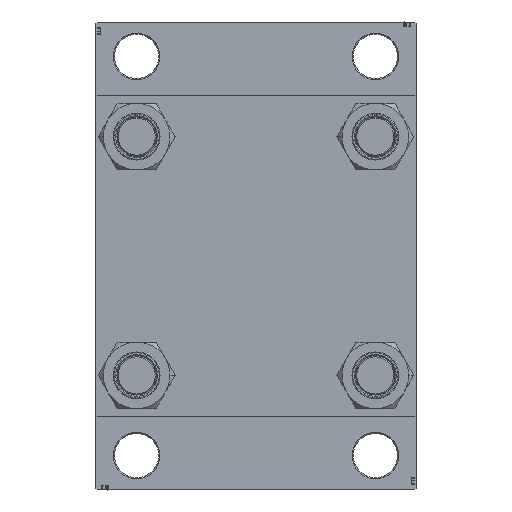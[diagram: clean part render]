
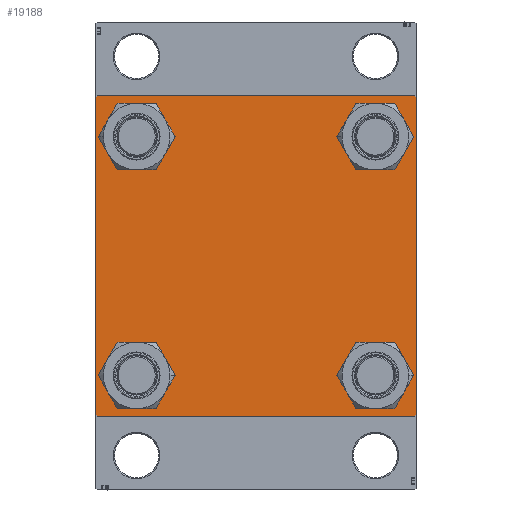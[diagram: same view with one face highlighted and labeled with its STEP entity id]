
A CAD part, left-side view. The second image highlights one B-rep face of the part: STEP entity #19188.
In plain terms, the highlighted planar face has unit normal (-1, 0, 0).
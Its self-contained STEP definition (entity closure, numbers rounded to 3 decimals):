
#829 = CARTESIAN_POINT ( 'NONE',  ( 0., -48.45, -48.45 ) ) ;
#2537 = LINE ( 'NONE', #36783, #37694 ) ;
#2767 = DIRECTION ( 'NONE',  ( 1., 0., 0. ) ) ;
#3147 = FACE_BOUND ( 'NONE', #34750, .T. ) ;
#4101 = DIRECTION ( 'NONE',  ( -1., 0., 0. ) ) ;
#4209 = CIRCLE ( 'NONE', #35777, 8.5 ) ;
#4262 = EDGE_CURVE ( 'NONE', #24370, #36712, #34947, .T. ) ;
#5182 = DIRECTION ( 'NONE',  ( 1., 0., 0. ) ) ;
#5444 = CARTESIAN_POINT ( 'NONE',  ( 0., 48.45, -39.95 ) ) ;
#5539 = CARTESIAN_POINT ( 'NONE',  ( 0., -48.45, 56.95 ) ) ;
#5968 = AXIS2_PLACEMENT_3D ( 'NONE', #34609, #5182, #31226 ) ;
#6246 = CARTESIAN_POINT ( 'NONE',  ( 0., -48.45, 39.95 ) ) ;
#6396 = LINE ( 'NONE', #42801, #27730 ) ;
#6944 = CARTESIAN_POINT ( 'NONE',  ( 0., -64.75, -64.75 ) ) ;
#7257 = EDGE_CURVE ( 'NONE', #9406, #32077, #15949, .T. ) ;
#7678 = AXIS2_PLACEMENT_3D ( 'NONE', #35108, #9531, #13400 ) ;
#7722 = DIRECTION ( 'NONE',  ( 0., 0., 1. ) ) ;
#8255 = CARTESIAN_POINT ( 'NONE',  ( 0., -65., 65. ) ) ;
#8268 = EDGE_CURVE ( 'NONE', #32077, #9406, #31355, .T. ) ;
#8281 = EDGE_CURVE ( 'NONE', #22537, #30905, #21384, .T. ) ;
#9388 = DIRECTION ( 'NONE',  ( 0., 0., 1. ) ) ;
#9406 = VERTEX_POINT ( 'NONE', #11999 ) ;
#9443 = DIRECTION ( 'NONE',  ( 0., 0., -1. ) ) ;
#9531 = DIRECTION ( 'NONE',  ( 1., 0., 0. ) ) ;
#9667 = FACE_BOUND ( 'NONE', #14228, .T. ) ;
#9937 = DIRECTION ( 'NONE',  ( 0., 0., 1. ) ) ;
#10165 = DIRECTION ( 'NONE',  ( 0., 0.707, 0.707 ) ) ;
#10294 = ORIENTED_EDGE ( 'NONE', *, *, #43388, .F. ) ;
#10777 = ORIENTED_EDGE ( 'NONE', *, *, #8281, .T. ) ;
#10783 = ORIENTED_EDGE ( 'NONE', *, *, #13299, .T. ) ;
#10858 = CARTESIAN_POINT ( 'NONE',  ( 0., 48.45, -48.45 ) ) ;
#10973 = CARTESIAN_POINT ( 'NONE',  ( 0., 48.45, 48.45 ) ) ;
#11259 = ORIENTED_EDGE ( 'NONE', *, *, #18655, .T. ) ;
#11999 = CARTESIAN_POINT ( 'NONE',  ( 0., 48.45, 39.95 ) ) ;
#12075 = AXIS2_PLACEMENT_3D ( 'NONE', #46583, #24186, #9937 ) ;
#13011 = CARTESIAN_POINT ( 'NONE',  ( 0., 64.75, 64.75 ) ) ;
#13299 = EDGE_CURVE ( 'NONE', #30905, #22537, #13694, .T. ) ;
#13400 = DIRECTION ( 'NONE',  ( 0., 0., 1. ) ) ;
#13515 = EDGE_CURVE ( 'NONE', #27455, #19112, #41280, .T. ) ;
#13604 = CARTESIAN_POINT ( 'NONE',  ( 0., -64.5, -65. ) ) ;
#13611 = EDGE_LOOP ( 'NONE', ( #20698, #22738, #16661, #11259, #39309, #19040, #10294, #40945 ) ) ;
#13694 = CIRCLE ( 'NONE', #5968, 8.5 ) ;
#14228 = EDGE_LOOP ( 'NONE', ( #10777, #10783 ) ) ;
#14641 = EDGE_LOOP ( 'NONE', ( #24852, #28230 ) ) ;
#15949 = CIRCLE ( 'NONE', #12075, 8.5 ) ;
#16507 = ORIENTED_EDGE ( 'NONE', *, *, #41980, .T. ) ;
#16599 = VECTOR ( 'NONE', #43355, 1000. ) ;
#16661 = ORIENTED_EDGE ( 'NONE', *, *, #17558, .T. ) ;
#17323 = EDGE_CURVE ( 'NONE', #29891, #34463, #21560, .T. ) ;
#17558 = EDGE_CURVE ( 'NONE', #25094, #33866, #2537, .T. ) ;
#18451 = DIRECTION ( 'NONE',  ( 0., 0., 1. ) ) ;
#18655 = EDGE_CURVE ( 'NONE', #33866, #19112, #43582, .T. ) ;
#19040 = ORIENTED_EDGE ( 'NONE', *, *, #43183, .T. ) ;
#19112 = VERTEX_POINT ( 'NONE', #28014 ) ;
#19188 = ADVANCED_FACE ( 'NONE', ( #36202, #9667, #3147, #36674, #33522 ), #44127, .T. ) ;
#19579 = EDGE_CURVE ( 'NONE', #44583, #25094, #44073, .T. ) ;
#19644 = DIRECTION ( 'NONE',  ( 1., 0., 0. ) ) ;
#20282 = CARTESIAN_POINT ( 'NONE',  ( 0., 65., 65. ) ) ;
#20698 = ORIENTED_EDGE ( 'NONE', *, *, #44913, .T. ) ;
#20991 = DIRECTION ( 'NONE',  ( 0., -1., 0. ) ) ;
#21005 = DIRECTION ( 'NONE',  ( 0., 0., 1. ) ) ;
#21111 = CARTESIAN_POINT ( 'NONE',  ( 0., -48.45, -39.95 ) ) ;
#21384 = CIRCLE ( 'NONE', #25242, 8.5 ) ;
#21560 = CIRCLE ( 'NONE', #26922, 8.5 ) ;
#21812 = ORIENTED_EDGE ( 'NONE', *, *, #8268, .T. ) ;
#22328 = CIRCLE ( 'NONE', #7678, 8.5 ) ;
#22537 = VERTEX_POINT ( 'NONE', #21111 ) ;
#22738 = ORIENTED_EDGE ( 'NONE', *, *, #19579, .T. ) ;
#24032 = DIRECTION ( 'NONE',  ( 0., 0., -1. ) ) ;
#24186 = DIRECTION ( 'NONE',  ( 1., 0., 0. ) ) ;
#24370 = VERTEX_POINT ( 'NONE', #28364 ) ;
#24421 = CARTESIAN_POINT ( 'NONE',  ( 0., -64.75, 64.75 ) ) ;
#24615 = CARTESIAN_POINT ( 'NONE',  ( 0., -48.45, 48.45 ) ) ;
#24852 = ORIENTED_EDGE ( 'NONE', *, *, #29749, .T. ) ;
#25094 = VERTEX_POINT ( 'NONE', #35501 ) ;
#25242 = AXIS2_PLACEMENT_3D ( 'NONE', #829, #19644, #41078 ) ;
#25767 = DIRECTION ( 'NONE',  ( 0., -0.707, -0.707 ) ) ;
#26081 = CIRCLE ( 'NONE', #34536, 8.5 ) ;
#26922 = AXIS2_PLACEMENT_3D ( 'NONE', #24615, #35462, #21005 ) ;
#27455 = VERTEX_POINT ( 'NONE', #39605 ) ;
#27730 = VECTOR ( 'NONE', #24032, 1000. ) ;
#27756 = LINE ( 'NONE', #20282, #29206 ) ;
#28014 = CARTESIAN_POINT ( 'NONE',  ( 0., -65., -64.5 ) ) ;
#28230 = ORIENTED_EDGE ( 'NONE', *, *, #17323, .T. ) ;
#28333 = CARTESIAN_POINT ( 'NONE',  ( 0., 65., 64.5 ) ) ;
#28364 = CARTESIAN_POINT ( 'NONE',  ( 0., 64.5, 65. ) ) ;
#28903 = CARTESIAN_POINT ( 'NONE',  ( 0., 64.75, -64.75 ) ) ;
#29206 = VECTOR ( 'NONE', #20991, 1000. ) ;
#29293 = AXIS2_PLACEMENT_3D ( 'NONE', #40275, #4101, #7722 ) ;
#29673 = CARTESIAN_POINT ( 'NONE',  ( 0., 48.45, 56.95 ) ) ;
#29749 = EDGE_CURVE ( 'NONE', #34463, #29891, #4209, .T. ) ;
#29786 = DIRECTION ( 'NONE',  ( 0., -1., 0. ) ) ;
#29891 = VERTEX_POINT ( 'NONE', #6246 ) ;
#30885 = DIRECTION ( 'NONE',  ( 1., 0., 0. ) ) ;
#30905 = VERTEX_POINT ( 'NONE', #38537 ) ;
#31226 = DIRECTION ( 'NONE',  ( 0., 0., 1. ) ) ;
#31355 = CIRCLE ( 'NONE', #44455, 8.5 ) ;
#31564 = VECTOR ( 'NONE', #40218, 1000. ) ;
#31583 = CARTESIAN_POINT ( 'NONE',  ( 0., -48.45, 48.45 ) ) ;
#31611 = CARTESIAN_POINT ( 'NONE',  ( 0., -64.5, 65. ) ) ;
#32077 = VERTEX_POINT ( 'NONE', #29673 ) ;
#32141 = VERTEX_POINT ( 'NONE', #34232 ) ;
#33522 = FACE_OUTER_BOUND ( 'NONE', #13611, .T. ) ;
#33736 = ORIENTED_EDGE ( 'NONE', *, *, #7257, .T. ) ;
#33866 = VERTEX_POINT ( 'NONE', #13604 ) ;
#34232 = CARTESIAN_POINT ( 'NONE',  ( 0., 48.45, -56.95 ) ) ;
#34463 = VERTEX_POINT ( 'NONE', #5539 ) ;
#34536 = AXIS2_PLACEMENT_3D ( 'NONE', #10858, #47493, #43881 ) ;
#34609 = CARTESIAN_POINT ( 'NONE',  ( 0., -48.45, -48.45 ) ) ;
#34750 = EDGE_LOOP ( 'NONE', ( #16507, #43952 ) ) ;
#34947 = LINE ( 'NONE', #13011, #16599 ) ;
#35108 = CARTESIAN_POINT ( 'NONE',  ( 0., 48.45, -48.45 ) ) ;
#35357 = VECTOR ( 'NONE', #10165, 1000. ) ;
#35462 = DIRECTION ( 'NONE',  ( 1., 0., 0. ) ) ;
#35501 = CARTESIAN_POINT ( 'NONE',  ( 0., 64.5, -65. ) ) ;
#35777 = AXIS2_PLACEMENT_3D ( 'NONE', #31583, #30885, #9388 ) ;
#36202 = FACE_BOUND ( 'NONE', #14641, .T. ) ;
#36674 = FACE_BOUND ( 'NONE', #40548, .T. ) ;
#36712 = VERTEX_POINT ( 'NONE', #28333 ) ;
#36783 = CARTESIAN_POINT ( 'NONE',  ( 0., 65., -65. ) ) ;
#37694 = VECTOR ( 'NONE', #29786, 1000. ) ;
#38537 = CARTESIAN_POINT ( 'NONE',  ( 0., -48.45, -56.95 ) ) ;
#38778 = CARTESIAN_POINT ( 'NONE',  ( 0., 65., -64.5 ) ) ;
#38881 = LINE ( 'NONE', #24421, #35357 ) ;
#39309 = ORIENTED_EDGE ( 'NONE', *, *, #13515, .F. ) ;
#39605 = CARTESIAN_POINT ( 'NONE',  ( 0., -65., 64.5 ) ) ;
#40096 = VECTOR ( 'NONE', #25767, 1000. ) ;
#40218 = DIRECTION ( 'NONE',  ( 0., -0.707, 0.707 ) ) ;
#40275 = CARTESIAN_POINT ( 'NONE',  ( 0., 0., 0. ) ) ;
#40548 = EDGE_LOOP ( 'NONE', ( #21812, #33736 ) ) ;
#40945 = ORIENTED_EDGE ( 'NONE', *, *, #4262, .T. ) ;
#41078 = DIRECTION ( 'NONE',  ( 0., 0., 1. ) ) ;
#41280 = LINE ( 'NONE', #8255, #42145 ) ;
#41980 = EDGE_CURVE ( 'NONE', #45909, #32141, #26081, .T. ) ;
#42145 = VECTOR ( 'NONE', #9443, 1000. ) ;
#42801 = CARTESIAN_POINT ( 'NONE',  ( 0., 65., 65. ) ) ;
#43183 = EDGE_CURVE ( 'NONE', #27455, #44273, #38881, .T. ) ;
#43355 = DIRECTION ( 'NONE',  ( 0., 0.707, -0.707 ) ) ;
#43388 = EDGE_CURVE ( 'NONE', #24370, #44273, #27756, .T. ) ;
#43582 = LINE ( 'NONE', #6944, #31564 ) ;
#43881 = DIRECTION ( 'NONE',  ( 0., 0., 1. ) ) ;
#43952 = ORIENTED_EDGE ( 'NONE', *, *, #44964, .T. ) ;
#44073 = LINE ( 'NONE', #28903, #40096 ) ;
#44127 = PLANE ( 'NONE',  #29293 ) ;
#44273 = VERTEX_POINT ( 'NONE', #31611 ) ;
#44455 = AXIS2_PLACEMENT_3D ( 'NONE', #10973, #2767, #18451 ) ;
#44583 = VERTEX_POINT ( 'NONE', #38778 ) ;
#44913 = EDGE_CURVE ( 'NONE', #36712, #44583, #6396, .T. ) ;
#44964 = EDGE_CURVE ( 'NONE', #32141, #45909, #22328, .T. ) ;
#45909 = VERTEX_POINT ( 'NONE', #5444 ) ;
#46583 = CARTESIAN_POINT ( 'NONE',  ( 0., 48.45, 48.45 ) ) ;
#47493 = DIRECTION ( 'NONE',  ( 1., 0., 0. ) ) ;
